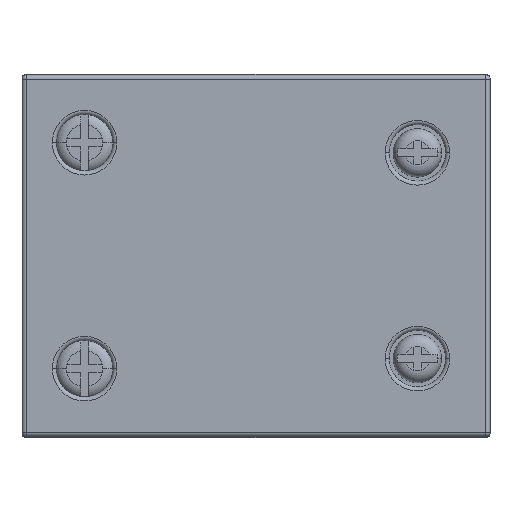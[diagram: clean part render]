
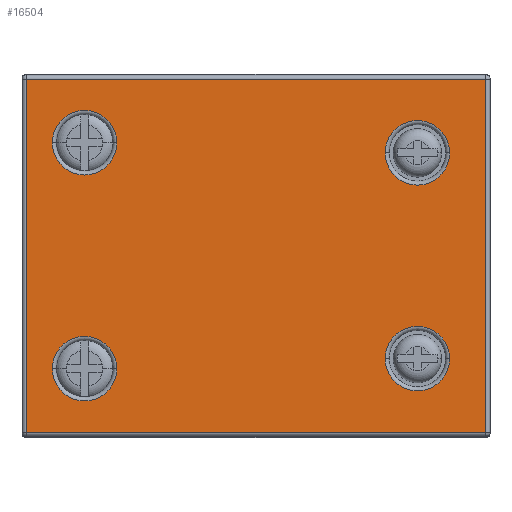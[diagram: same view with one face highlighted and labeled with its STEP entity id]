
A CAD part, top view. The second image highlights one B-rep face of the part: STEP entity #16504.
In plain terms, the highlighted planar face has unit normal (0, 0, 1).
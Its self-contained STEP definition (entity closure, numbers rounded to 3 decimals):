
#319 = CARTESIAN_POINT ( 'NONE',  ( 49., -12.75, 30. ) ) ;
#417 = DIRECTION ( 'NONE',  ( 1., 0., 0. ) ) ;
#497 = ORIENTED_EDGE ( 'NONE', *, *, #896, .T. ) ;
#784 = CIRCLE ( 'NONE', #3205, 4. ) ;
#896 = EDGE_CURVE ( 'NONE', #10309, #3397, #12701, .T. ) ;
#912 = CARTESIAN_POINT ( 'NONE',  ( 3.75, -14., 30. ) ) ;
#921 = FACE_BOUND ( 'NONE', #9024, .T. ) ;
#970 = VERTEX_POINT ( 'NONE', #912 ) ;
#979 = CARTESIAN_POINT ( 'NONE',  ( 45., 12.75, 30. ) ) ;
#1191 = CIRCLE ( 'NONE', #12766, 4. ) ;
#1204 = ORIENTED_EDGE ( 'NONE', *, *, #7112, .T. ) ;
#1231 = CARTESIAN_POINT ( 'NONE',  ( 0.5, -21.9, 30. ) ) ;
#1282 = EDGE_LOOP ( 'NONE', ( #11665, #8404 ) ) ;
#1412 = VERTEX_POINT ( 'NONE', #13298 ) ;
#1781 = EDGE_LOOP ( 'NONE', ( #4657, #11191 ) ) ;
#1862 = CARTESIAN_POINT ( 'NONE',  ( 7.75, -14., 30. ) ) ;
#2107 = FACE_BOUND ( 'NONE', #1781, .T. ) ;
#2243 = AXIS2_PLACEMENT_3D ( 'NONE', #319, #9503, #15632 ) ;
#2384 = CIRCLE ( 'NONE', #2243, 4. ) ;
#2441 = LINE ( 'NONE', #14121, #7501 ) ;
#2593 = DIRECTION ( 'NONE',  ( 0., 0., -1. ) ) ;
#2664 = CARTESIAN_POINT ( 'NONE',  ( 53., -12.75, 30. ) ) ;
#3017 = CARTESIAN_POINT ( 'NONE',  ( 49., -12.75, 30. ) ) ;
#3084 = ORIENTED_EDGE ( 'NONE', *, *, #4750, .T. ) ;
#3101 = EDGE_CURVE ( 'NONE', #8548, #10393, #2441, .T. ) ;
#3119 = EDGE_CURVE ( 'NONE', #1412, #16285, #6142, .T. ) ;
#3120 = EDGE_CURVE ( 'NONE', #3397, #10309, #2384, .T. ) ;
#3205 = AXIS2_PLACEMENT_3D ( 'NONE', #12824, #9180, #7853 ) ;
#3220 = ORIENTED_EDGE ( 'NONE', *, *, #10739, .T. ) ;
#3265 = CARTESIAN_POINT ( 'NONE',  ( 0.5, 21.9, 30. ) ) ;
#3350 = CARTESIAN_POINT ( 'NONE',  ( 7.75, -14., 30. ) ) ;
#3397 = VERTEX_POINT ( 'NONE', #2664 ) ;
#3525 = PLANE ( 'NONE',  #13302 ) ;
#4026 = ORIENTED_EDGE ( 'NONE', *, *, #4123, .T. ) ;
#4123 = EDGE_CURVE ( 'NONE', #10393, #15881, #11709, .T. ) ;
#4656 = DIRECTION ( 'NONE',  ( 1., 0., 0. ) ) ;
#4657 = ORIENTED_EDGE ( 'NONE', *, *, #10508, .T. ) ;
#4750 = EDGE_CURVE ( 'NONE', #7010, #8548, #10237, .T. ) ;
#4817 = CARTESIAN_POINT ( 'NONE',  ( 49., 12.75, 30. ) ) ;
#5537 = DIRECTION ( 'NONE',  ( 1., 0., 0. ) ) ;
#5989 = ORIENTED_EDGE ( 'NONE', *, *, #3101, .T. ) ;
#6142 = CIRCLE ( 'NONE', #15543, 4. ) ;
#6185 = CARTESIAN_POINT ( 'NONE',  ( 57.5, 22.4, 30. ) ) ;
#6335 = CIRCLE ( 'NONE', #9581, 4. ) ;
#6898 = DIRECTION ( 'NONE',  ( 0., 0., -1. ) ) ;
#7010 = VERTEX_POINT ( 'NONE', #10574 ) ;
#7112 = EDGE_CURVE ( 'NONE', #9223, #15845, #6335, .T. ) ;
#7125 = EDGE_CURVE ( 'NONE', #15881, #7010, #12522, .T. ) ;
#7406 = CARTESIAN_POINT ( 'NONE',  ( 0., 0., 30. ) ) ;
#7501 = VECTOR ( 'NONE', #16495, 1000. ) ;
#7639 = EDGE_CURVE ( 'NONE', #970, #13668, #12335, .T. ) ;
#7668 = CARTESIAN_POINT ( 'NONE',  ( 7.75, 14., 30. ) ) ;
#7671 = CARTESIAN_POINT ( 'NONE',  ( 0.5, -22.4, 30. ) ) ;
#7853 = DIRECTION ( 'NONE',  ( 1., 0., 0. ) ) ;
#8343 = CARTESIAN_POINT ( 'NONE',  ( 3.75, 14., 30. ) ) ;
#8404 = ORIENTED_EDGE ( 'NONE', *, *, #12367, .T. ) ;
#8548 = VERTEX_POINT ( 'NONE', #15701 ) ;
#9024 = EDGE_LOOP ( 'NONE', ( #1204, #3220 ) ) ;
#9180 = DIRECTION ( 'NONE',  ( 0., 0., -1. ) ) ;
#9223 = VERTEX_POINT ( 'NONE', #10023 ) ;
#9407 = DIRECTION ( 'NONE',  ( 0., 0., -1. ) ) ;
#9503 = DIRECTION ( 'NONE',  ( 0., 0., -1. ) ) ;
#9581 = AXIS2_PLACEMENT_3D ( 'NONE', #4817, #12442, #4656 ) ;
#9804 = CARTESIAN_POINT ( 'NONE',  ( 58., -21.9, 30. ) ) ;
#9841 = FACE_BOUND ( 'NONE', #12707, .T. ) ;
#10023 = CARTESIAN_POINT ( 'NONE',  ( 53., 12.75, 30. ) ) ;
#10237 = LINE ( 'NONE', #6185, #16186 ) ;
#10309 = VERTEX_POINT ( 'NONE', #12046 ) ;
#10342 = VECTOR ( 'NONE', #12813, 1000. ) ;
#10393 = VERTEX_POINT ( 'NONE', #3265 ) ;
#10508 = EDGE_CURVE ( 'NONE', #13668, #970, #1191, .T. ) ;
#10574 = CARTESIAN_POINT ( 'NONE',  ( 57.5, -21.9, 30. ) ) ;
#10621 = DIRECTION ( 'NONE',  ( 0., 0., -1. ) ) ;
#10739 = EDGE_CURVE ( 'NONE', #15845, #9223, #14072, .T. ) ;
#11191 = ORIENTED_EDGE ( 'NONE', *, *, #7639, .T. ) ;
#11665 = ORIENTED_EDGE ( 'NONE', *, *, #3119, .T. ) ;
#11709 = LINE ( 'NONE', #7671, #10342 ) ;
#11894 = AXIS2_PLACEMENT_3D ( 'NONE', #3017, #6898, #14289 ) ;
#12046 = CARTESIAN_POINT ( 'NONE',  ( 45., -12.75, 30. ) ) ;
#12335 = CIRCLE ( 'NONE', #14440, 4. ) ;
#12367 = EDGE_CURVE ( 'NONE', #16285, #1412, #784, .T. ) ;
#12402 = FACE_BOUND ( 'NONE', #1282, .T. ) ;
#12442 = DIRECTION ( 'NONE',  ( 0., 0., -1. ) ) ;
#12522 = LINE ( 'NONE', #9804, #14669 ) ;
#12562 = DIRECTION ( 'NONE',  ( 1., 0., 0. ) ) ;
#12600 = DIRECTION ( 'NONE',  ( 1., 0., 0. ) ) ;
#12701 = CIRCLE ( 'NONE', #11894, 4. ) ;
#12707 = EDGE_LOOP ( 'NONE', ( #13752, #497 ) ) ;
#12766 = AXIS2_PLACEMENT_3D ( 'NONE', #3350, #16396, #16312 ) ;
#12813 = DIRECTION ( 'NONE',  ( 0., -1., 0. ) ) ;
#12824 = CARTESIAN_POINT ( 'NONE',  ( 7.75, 14., 30. ) ) ;
#13298 = CARTESIAN_POINT ( 'NONE',  ( 11.75, 14., 30. ) ) ;
#13302 = AXIS2_PLACEMENT_3D ( 'NONE', #7406, #13869, #12562 ) ;
#13365 = CARTESIAN_POINT ( 'NONE',  ( 49., 12.75, 30. ) ) ;
#13448 = DIRECTION ( 'NONE',  ( 1., 0., 0. ) ) ;
#13668 = VERTEX_POINT ( 'NONE', #15048 ) ;
#13752 = ORIENTED_EDGE ( 'NONE', *, *, #3120, .T. ) ;
#13869 = DIRECTION ( 'NONE',  ( 0., 0., 1. ) ) ;
#14072 = CIRCLE ( 'NONE', #15964, 4. ) ;
#14121 = CARTESIAN_POINT ( 'NONE',  ( 0., 21.9, 30. ) ) ;
#14289 = DIRECTION ( 'NONE',  ( 1., 0., 0. ) ) ;
#14440 = AXIS2_PLACEMENT_3D ( 'NONE', #1862, #10621, #417 ) ;
#14669 = VECTOR ( 'NONE', #12600, 1000. ) ;
#15048 = CARTESIAN_POINT ( 'NONE',  ( 11.75, -14., 30. ) ) ;
#15247 = ORIENTED_EDGE ( 'NONE', *, *, #7125, .T. ) ;
#15326 = EDGE_LOOP ( 'NONE', ( #3084, #5989, #4026, #15247 ) ) ;
#15543 = AXIS2_PLACEMENT_3D ( 'NONE', #7668, #2593, #5537 ) ;
#15632 = DIRECTION ( 'NONE',  ( 1., 0., 0. ) ) ;
#15701 = CARTESIAN_POINT ( 'NONE',  ( 57.5, 21.9, 30. ) ) ;
#15845 = VERTEX_POINT ( 'NONE', #979 ) ;
#15881 = VERTEX_POINT ( 'NONE', #1231 ) ;
#15964 = AXIS2_PLACEMENT_3D ( 'NONE', #13365, #9407, #13448 ) ;
#16186 = VECTOR ( 'NONE', #16374, 1000. ) ;
#16238 = FACE_OUTER_BOUND ( 'NONE', #15326, .T. ) ;
#16285 = VERTEX_POINT ( 'NONE', #8343 ) ;
#16312 = DIRECTION ( 'NONE',  ( 1., 0., 0. ) ) ;
#16374 = DIRECTION ( 'NONE',  ( 0., 1., 0. ) ) ;
#16396 = DIRECTION ( 'NONE',  ( 0., 0., -1. ) ) ;
#16495 = DIRECTION ( 'NONE',  ( -1., 0., 0. ) ) ;
#16504 = ADVANCED_FACE ( 'NONE', ( #16238, #12402, #9841, #921, #2107 ), #3525, .T. ) ;
